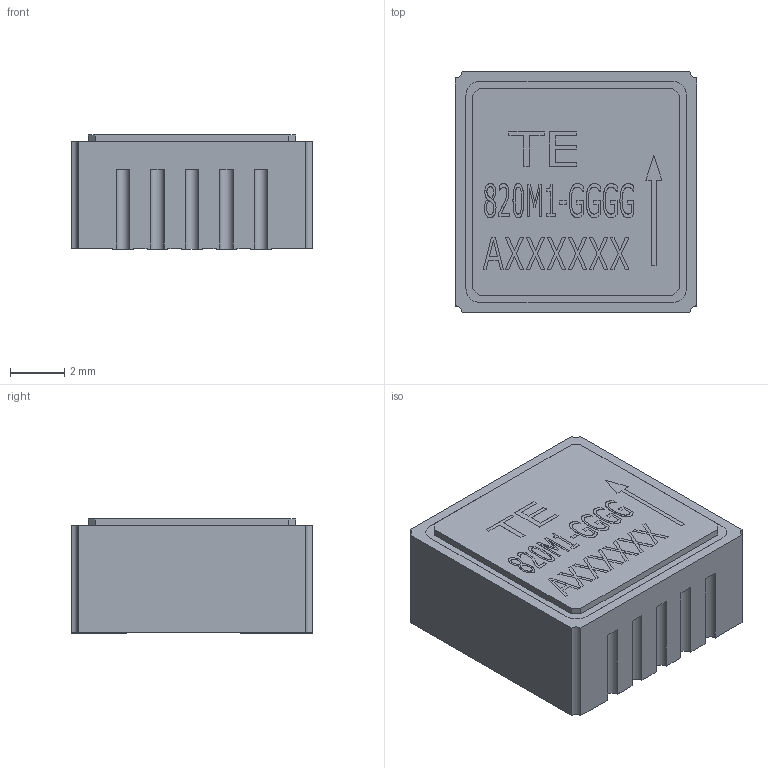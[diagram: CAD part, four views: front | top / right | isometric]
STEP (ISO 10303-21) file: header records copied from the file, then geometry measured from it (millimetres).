
FILE_DESCRIPTION((''),'2;1');
FILE_NAME('C-20005838-00','2021-02-02T23:46:22',('workeradm'),('TE Connectivity Ltd.'),'CREO PARAMETRIC BY PTC INC, 2019292','CREO PARAMETRIC BY PTC INC, 2019292','');
FILE_SCHEMA(('AUTOMOTIVE_DESIGN { 1 0 10303 214 1 1 1 1 }'));
Length unit declared in the file: millimetre
Products named in the file (1): C-20005838-00
Bounding box: 8.89 x 8.89 x 4.2 mm (x, y, z)
Volume: 322.3 mm3; surface area: 312.5 mm2
Topology: 1 solids, 1 shells, 364 faces, 1025 edges, 689 vertices
Faces by surface type: plane 260, extrusion 81, cylinder 23
Entity records: 14494 total; most frequent: CARTESIAN_POINT 4993, ORIENTED_EDGE 2050, DIRECTION 1566, EDGE_CURVE 1025, VECTOR 888, LINE 807, VERTEX_POINT 689, EDGE_LOOP 390
